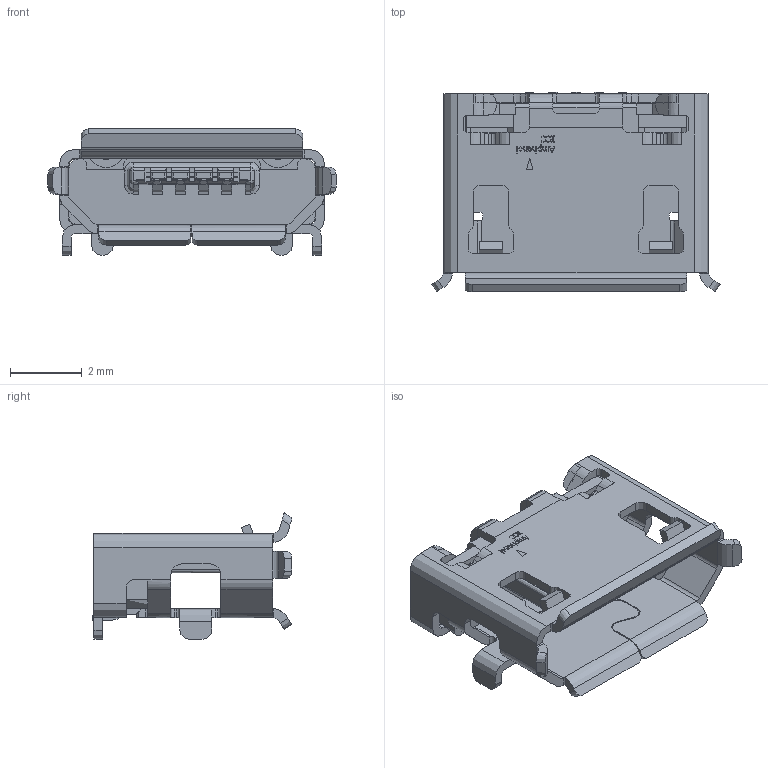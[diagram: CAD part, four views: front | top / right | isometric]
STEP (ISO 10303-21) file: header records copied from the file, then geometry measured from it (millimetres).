
FILE_DESCRIPTION(/* description */ (''),/* implementation_level */ '2;1');
FILE_NAME(/* name */ '2.stp',/* time_stamp */ '2020-05-06T13:41:34+02:00',/* author */ ('Karem'),/* organization */ (''),/* preprocessor_version */ 'ST-DEVELOPER v15.6',/* originating_system */ 'Autodesk Inventor 2015',/* authorisation */ '');
FILE_SCHEMA (('AUTOMOTIVE_DESIGN { 1 0 10303 214 3 1 1 }'));
Products named in the file (17): 1; 2; 3; 4; 5; 6; 7; 8; 9; 10; 11; 10118194c; 111; 22; Logo
Bounding box: 8.05 x 5.58 x 3.52 mm (x, y, z)
Volume: 40.7 mm3; surface area: 330.4 mm2
Topology: 45 solids, 46 shells, 1242 faces, 3395 edges, 2232 vertices
Faces by surface type: plane 827, cylinder 291, bspline 104, cone 12, sphere 4, torus 4
Entity records: 41613 total; most frequent: CARTESIAN_POINT 9890, ORIENTED_EDGE 6783, DIRECTION 6116, EDGE_CURVE 3392, LINE 2502, VECTOR 2502, VERTEX_POINT 2230, AXIS2_PLACEMENT_3D 1807
